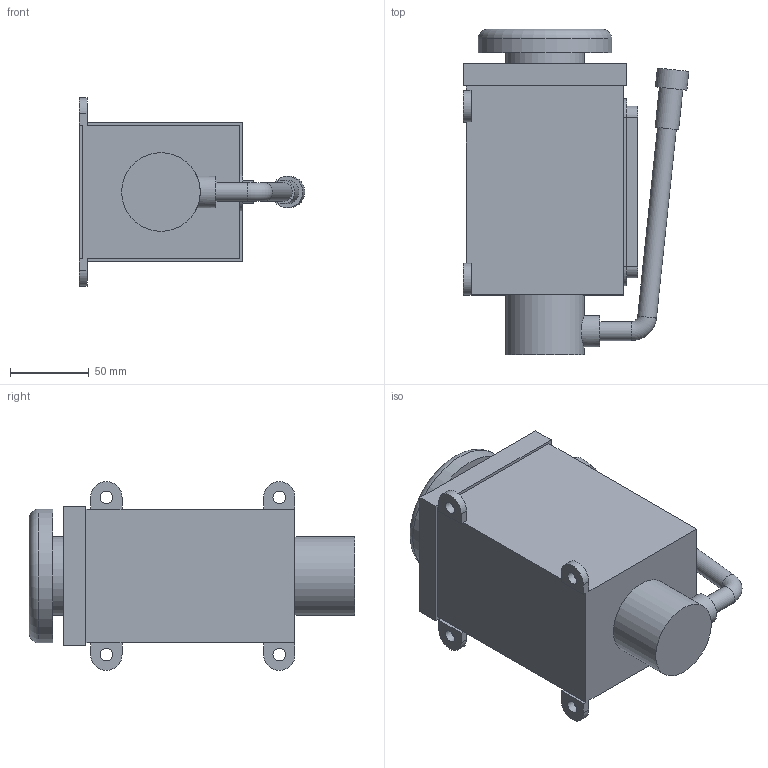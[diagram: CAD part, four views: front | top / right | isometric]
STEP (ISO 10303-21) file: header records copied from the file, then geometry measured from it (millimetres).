
FILE_DESCRIPTION (( 'STEP AP203' ), '1' );
FILE_NAME ('HOPCLA8RCY-手動注油器.STEP', '2023-09-27T08:54:25', ( '' ), ( '' ), 'SwSTEP 2.0', 'SolidWorks 2018', '' );
FILE_SCHEMA (( 'CONFIG_CONTROL_DESIGN' ));
Length unit declared in the file: millimetre
Products named in the file (1): HOPCLA8RCY-手動注油器
Bounding box: 143.48 x 207 x 120 mm (x, y, z)
Volume: 1481755 mm3; surface area: 105407.2 mm2
Topology: 1 solids, 1 shells, 64 faces, 149 edges, 97 vertices
Faces by surface type: plane 42, cylinder 20, torus 2
Full cylindrical faces by diameter (mm): 8 x4, 12 x2, 15 x1, 20 x1, 20.11 x1, 50 x2, 85 x1
Entity records: 1916 total; most frequent: CARTESIAN_POINT 389, DIRECTION 302, ORIENTED_EDGE 266, EDGE_CURVE 133, AXIS2_PLACEMENT_3D 105, EDGE_LOOP 96, VERTEX_POINT 95, VECTOR 92
